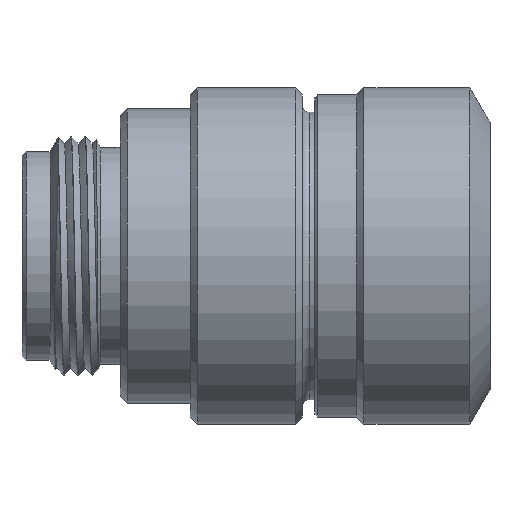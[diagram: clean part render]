
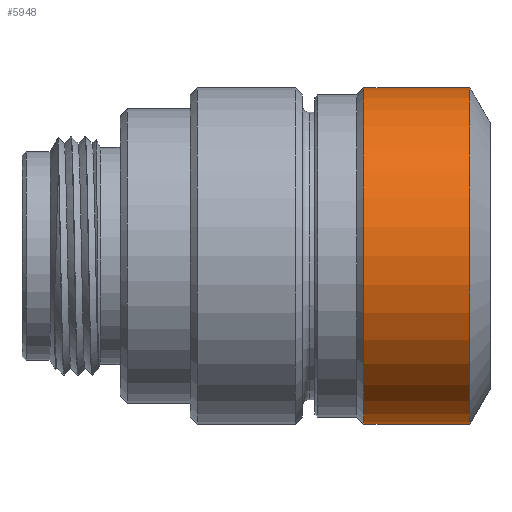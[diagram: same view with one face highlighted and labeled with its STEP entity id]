
A CAD part, top view. The second image highlights one B-rep face of the part: STEP entity #5948.
In plain terms, the highlighted cylindrical face has radius 12 mm (diameter 24 mm), a partial arc.
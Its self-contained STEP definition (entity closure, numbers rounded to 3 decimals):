
#1779=CARTESIAN_POINT('',(24.4,12.,-12.));
#1780=DIRECTION('',(1.,0.,0.));
#1781=DIRECTION('',(0.,1.,0.));
#1782=AXIS2_PLACEMENT_3D('',#1779,#1780,#1781);
#1784=CARTESIAN_POINT('',(31.957,12.,-12.));
#1785=DIRECTION('',(1.,0.,0.));
#1786=DIRECTION('',(0.,1.,0.));
#1787=AXIS2_PLACEMENT_3D('',#1784,#1785,#1786);
#1789=DIRECTION('',(-1.,0.,0.));
#1790=VECTOR('',#1789,7.557);
#1791=CARTESIAN_POINT('',(31.957,24.,-12.));
#1792=LINE('462',#1791,#1790);
#1793=DIRECTION('',(-1.,0.,0.));
#1794=VECTOR('',#1793,7.557);
#1795=CARTESIAN_POINT('',(31.957,0.,-12.));
#1796=LINE('467',#1795,#1794);
#3242=CARTESIAN_POINT('',(31.957,24.,-12.));
#3244=VERTEX_POINT('',#3242);
#3245=CARTESIAN_POINT('',(24.4,24.,-12.));
#3246=VERTEX_POINT('',#3245);
#3254=CARTESIAN_POINT('',(31.957,0.,-12.));
#3256=VERTEX_POINT('',#3254);
#3257=CARTESIAN_POINT('',(24.4,0.,-12.));
#3258=VERTEX_POINT('',#3257);
#5934=CARTESIAN_POINT('',(20.275,12.,-12.));
#5935=DIRECTION('',(1.,0.,0.));
#5936=DIRECTION('',(0.,-1.,0.));
#5937=AXIS2_PLACEMENT_3D('',#5934,#5935,#5936);
#5938=CYLINDRICAL_SURFACE('305',#5937,12.);
#5940=ORIENTED_EDGE('462',*,*,#5939,.F.);
#5942=ORIENTED_EDGE('472',*,*,#5941,.T.);
#5944=ORIENTED_EDGE('467',*,*,#5943,.T.);
#5945=ORIENTED_EDGE('473',*,*,#5920,.F.);
#5946=EDGE_LOOP('305',(#5940,#5942,#5944,#5945));
#5947=FACE_OUTER_BOUND('305',#5946,.F.);
#1783=CIRCLE('473',#1782,12.);
#1788=CIRCLE('472',#1787,12.);
#5920=EDGE_CURVE('473',#3246,#3258,#1783,.T.);
#5939=EDGE_CURVE('462',#3244,#3246,#1792,.T.);
#5941=EDGE_CURVE('472',#3244,#3256,#1788,.T.);
#5943=EDGE_CURVE('467',#3256,#3258,#1796,.T.);
#5948=ADVANCED_FACE('305',(#5947),#5938,.T.);
